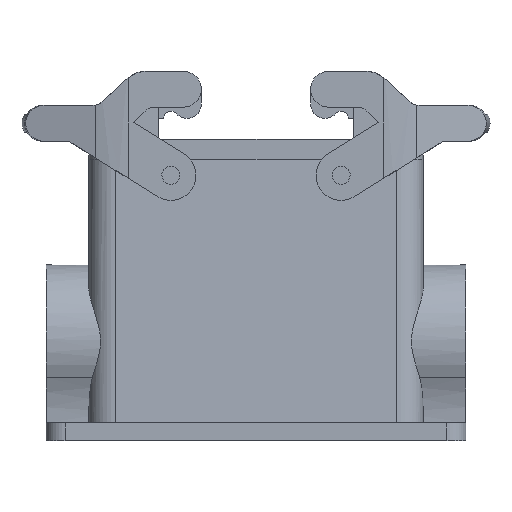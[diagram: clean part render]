
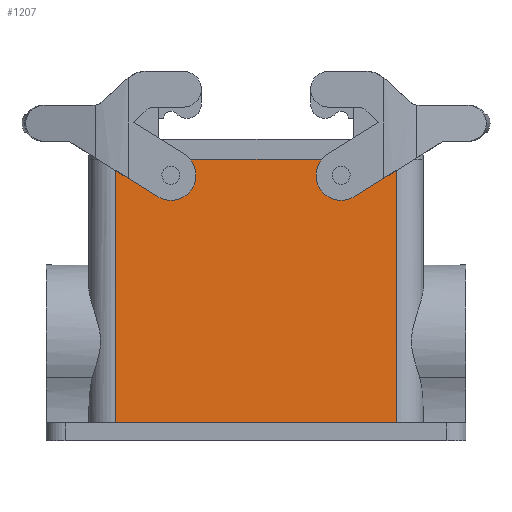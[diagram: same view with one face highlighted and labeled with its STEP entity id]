
A CAD part, left-side view. The second image highlights one B-rep face of the part: STEP entity #1207.
In plain terms, the highlighted planar face has unit normal (-0.999, 0, 0.035).
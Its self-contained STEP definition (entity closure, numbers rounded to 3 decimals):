
#1121=AXIS2_PLACEMENT_3D('Plane Axis2P3D',#1118,#1119,#1120) ;
#567=CARTESIAN_POINT('Vertex',(4.433,26.1,5.)) ;
#570=CARTESIAN_POINT('Line Origine',(4.433,65.25,5.)) ;
#574=CARTESIAN_POINT('Vertex',(4.433,104.4,5.)) ;
#1057=CARTESIAN_POINT('Line Origine',(5.669,104.4,40.381)) ;
#1061=CARTESIAN_POINT('Vertex',(7.,104.4,78.5)) ;
#1118=CARTESIAN_POINT('Axis2P3D Location',(7.,65.25,78.5)) ;
#1123=CARTESIAN_POINT('Line Origine',(5.664,26.1,40.25)) ;
#1127=CARTESIAN_POINT('Vertex',(7.,26.1,78.5)) ;
#1130=CARTESIAN_POINT('Line Origine',(7.,65.25,78.5)) ;
#1142=CARTESIAN_POINT('Control Point',(6.809,87.245,73.041)) ;
#1143=CARTESIAN_POINT('Control Point',(6.791,87.539,72.502)) ;
#1144=CARTESIAN_POINT('Control Point',(6.776,88.041,72.076)) ;
#1145=CARTESIAN_POINT('Control Point',(6.769,88.694,71.872)) ;
#1146=CARTESIAN_POINT('Control Point',(6.773,90.034,72.005)) ;
#1147=CARTESIAN_POINT('Control Point',(6.809,90.93,73.021)) ;
#1148=CARTESIAN_POINT('Control Point',(6.833,91.145,73.709)) ;
#1149=CARTESIAN_POINT('Control Point',(6.857,91.063,74.396)) ;
#1150=CARTESIAN_POINT('Control Point',(6.876,90.755,74.959)) ;
#1151=CARTESIAN_POINT('Vertex',(6.809,87.245,73.041)) ;
#1153=CARTESIAN_POINT('Vertex',(6.876,90.755,74.959)) ;
#1157=CARTESIAN_POINT('Control Point',(6.876,90.755,74.959)) ;
#1158=CARTESIAN_POINT('Control Point',(6.894,90.486,75.451)) ;
#1159=CARTESIAN_POINT('Control Point',(6.907,90.045,75.849)) ;
#1160=CARTESIAN_POINT('Control Point',(6.915,89.473,76.071)) ;
#1161=CARTESIAN_POINT('Control Point',(6.915,88.482,76.076)) ;
#1162=CARTESIAN_POINT('Control Point',(6.897,87.669,75.564)) ;
#1163=CARTESIAN_POINT('Control Point',(6.888,87.398,75.285)) ;
#1164=CARTESIAN_POINT('Control Point',(6.866,87.035,74.67)) ;
#1165=CARTESIAN_POINT('Control Point',(6.842,86.961,73.965)) ;
#1166=CARTESIAN_POINT('Control Point',(6.83,86.993,73.636)) ;
#1167=CARTESIAN_POINT('Control Point',(6.819,87.091,73.323)) ;
#1168=CARTESIAN_POINT('Control Point',(6.809,87.245,73.041)) ;
#1175=CARTESIAN_POINT('Control Point',(6.876,39.745,74.959)) ;
#1176=CARTESIAN_POINT('Control Point',(6.894,40.014,75.451)) ;
#1177=CARTESIAN_POINT('Control Point',(6.907,40.455,75.849)) ;
#1178=CARTESIAN_POINT('Control Point',(6.915,41.027,76.071)) ;
#1179=CARTESIAN_POINT('Control Point',(6.915,42.018,76.076)) ;
#1180=CARTESIAN_POINT('Control Point',(6.897,42.831,75.564)) ;
#1181=CARTESIAN_POINT('Control Point',(6.888,43.102,75.285)) ;
#1182=CARTESIAN_POINT('Control Point',(6.866,43.465,74.67)) ;
#1183=CARTESIAN_POINT('Control Point',(6.842,43.539,73.965)) ;
#1184=CARTESIAN_POINT('Control Point',(6.83,43.507,73.636)) ;
#1185=CARTESIAN_POINT('Control Point',(6.819,43.409,73.323)) ;
#1186=CARTESIAN_POINT('Control Point',(6.809,43.255,73.041)) ;
#1187=CARTESIAN_POINT('Vertex',(6.876,39.745,74.959)) ;
#1189=CARTESIAN_POINT('Vertex',(6.809,43.255,73.041)) ;
#1193=CARTESIAN_POINT('Control Point',(6.809,43.255,73.041)) ;
#1194=CARTESIAN_POINT('Control Point',(6.791,42.961,72.502)) ;
#1195=CARTESIAN_POINT('Control Point',(6.776,42.459,72.076)) ;
#1196=CARTESIAN_POINT('Control Point',(6.769,41.806,71.872)) ;
#1197=CARTESIAN_POINT('Control Point',(6.773,40.466,72.005)) ;
#1198=CARTESIAN_POINT('Control Point',(6.809,39.57,73.021)) ;
#1199=CARTESIAN_POINT('Control Point',(6.833,39.355,73.709)) ;
#1200=CARTESIAN_POINT('Control Point',(6.857,39.437,74.396)) ;
#1201=CARTESIAN_POINT('Control Point',(6.876,39.745,74.959)) ;
#571=DIRECTION('Vector Direction',(0.,1.,0.)) ;
#1058=DIRECTION('Vector Direction',(0.035,0.,0.999)) ;
#1119=DIRECTION('Axis2P3D Direction',(-0.999,0.,0.035)) ;
#1120=DIRECTION('Axis2P3D XDirection',(0.,1.,0.)) ;
#1124=DIRECTION('Vector Direction',(-0.035,0.,-0.999)) ;
#1131=DIRECTION('Vector Direction',(0.,1.,0.)) ;
#572=VECTOR('Line Direction',#571,1.) ;
#1059=VECTOR('Line Direction',#1058,1.) ;
#1125=VECTOR('Line Direction',#1124,1.) ;
#1132=VECTOR('Line Direction',#1131,1.) ;
#1136=ORIENTED_EDGE('',*,*,#1129,.F.) ;
#1137=ORIENTED_EDGE('',*,*,#1134,.F.) ;
#1138=ORIENTED_EDGE('',*,*,#1063,.F.) ;
#1139=ORIENTED_EDGE('',*,*,#576,.F.) ;
#1171=ORIENTED_EDGE('',*,*,#1155,.T.) ;
#1172=ORIENTED_EDGE('',*,*,#1169,.T.) ;
#1204=ORIENTED_EDGE('',*,*,#1191,.F.) ;
#1205=ORIENTED_EDGE('',*,*,#1202,.F.) ;
#1173=FACE_BOUND('',#1170,.T.) ;
#1206=FACE_BOUND('',#1203,.T.) ;
#1207=ADVANCED_FACE('Hauptk\X2\00F6\X0\rper',(#1140,#1173,#1206),#1122,.T.) ;
#1141=B_SPLINE_CURVE_WITH_KNOTS('',5,(#1142,#1143,#1144,#1145,#1146,#1147,#1148,#1149,#1150),.UNSPECIFIED.,.F.,.U.,(6,3,6),(8.888,13.236,17.777),.UNSPECIFIED.) ;
#1156=B_SPLINE_CURVE_WITH_KNOTS('',5,(#1157,#1158,#1159,#1160,#1161,#1162,#1163,#1164,#1165,#1166,#1167,#1168),.UNSPECIFIED.,.F.,.U.,(6,3,3,6),(0.,3.968,6.615,8.888),.UNSPECIFIED.) ;
#1174=B_SPLINE_CURVE_WITH_KNOTS('',5,(#1175,#1176,#1177,#1178,#1179,#1180,#1181,#1182,#1183,#1184,#1185,#1186),.UNSPECIFIED.,.F.,.U.,(6,3,3,6),(0.,3.968,6.615,8.888),.UNSPECIFIED.) ;
#1192=B_SPLINE_CURVE_WITH_KNOTS('',5,(#1193,#1194,#1195,#1196,#1197,#1198,#1199,#1200,#1201),.UNSPECIFIED.,.F.,.U.,(6,3,6),(8.888,13.236,17.777),.UNSPECIFIED.) ;
#576=EDGE_CURVE('',#568,#575,#573,.T.) ;
#1063=EDGE_CURVE('',#575,#1062,#1060,.T.) ;
#1129=EDGE_CURVE('',#1128,#568,#1126,.T.) ;
#1134=EDGE_CURVE('',#1062,#1128,#1133,.F.) ;
#1155=EDGE_CURVE('',#1152,#1154,#1141,.T.) ;
#1169=EDGE_CURVE('',#1154,#1152,#1156,.T.) ;
#1191=EDGE_CURVE('',#1188,#1190,#1174,.T.) ;
#1202=EDGE_CURVE('',#1190,#1188,#1192,.T.) ;
#1135=EDGE_LOOP('',(#1136,#1137,#1138,#1139)) ;
#1170=EDGE_LOOP('',(#1171,#1172)) ;
#1203=EDGE_LOOP('',(#1204,#1205)) ;
#1140=FACE_OUTER_BOUND('',#1135,.T.) ;
#573=LINE('Line',#570,#572) ;
#1060=LINE('Line',#1057,#1059) ;
#1126=LINE('Line',#1123,#1125) ;
#1133=LINE('Line',#1130,#1132) ;
#1122=PLANE('',#1121) ;
#568=VERTEX_POINT('',#567) ;
#575=VERTEX_POINT('',#574) ;
#1062=VERTEX_POINT('',#1061) ;
#1128=VERTEX_POINT('',#1127) ;
#1152=VERTEX_POINT('',#1151) ;
#1154=VERTEX_POINT('',#1153) ;
#1188=VERTEX_POINT('',#1187) ;
#1190=VERTEX_POINT('',#1189) ;
